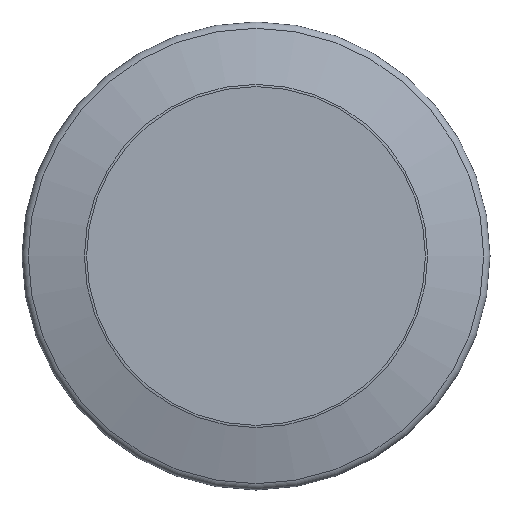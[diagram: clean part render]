
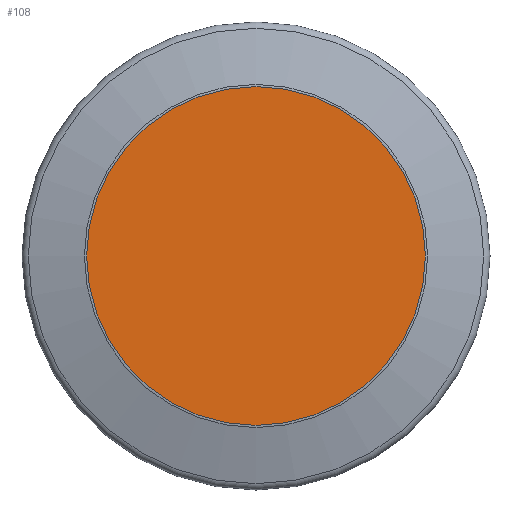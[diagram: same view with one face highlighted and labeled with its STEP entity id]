
A CAD part, left-side view. The second image highlights one B-rep face of the part: STEP entity #108.
In plain terms, the highlighted planar face has unit normal (-1, 0, 0).
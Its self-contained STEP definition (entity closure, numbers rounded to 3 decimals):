
#18=PLANE('',#123);
#33=FACE_OUTER_BOUND('',#45,.T.);
#45=EDGE_LOOP('',(#90));
#59=CIRCLE('',#119,19.904);
#68=VERTEX_POINT('',#179);
#77=EDGE_CURVE('',#68,#68,#59,.T.);
#90=ORIENTED_EDGE('',*,*,#77,.F.);
#108=ADVANCED_FACE('',(#33),#18,.T.);
#119=AXIS2_PLACEMENT_3D('',#180,#141,#142);
#123=AXIS2_PLACEMENT_3D('',#186,#149,#150);
#141=DIRECTION('center_axis',(1.,0.,0.));
#142=DIRECTION('ref_axis',(0.,-1.,0.));
#149=DIRECTION('center_axis',(-1.,0.,0.));
#150=DIRECTION('ref_axis',(0.,0.,1.));
#179=CARTESIAN_POINT('',(0.,19.904,0.));
#180=CARTESIAN_POINT('Origin',(0.,0.,
0.));
#186=CARTESIAN_POINT('Origin',(0.,20.036,0.));
